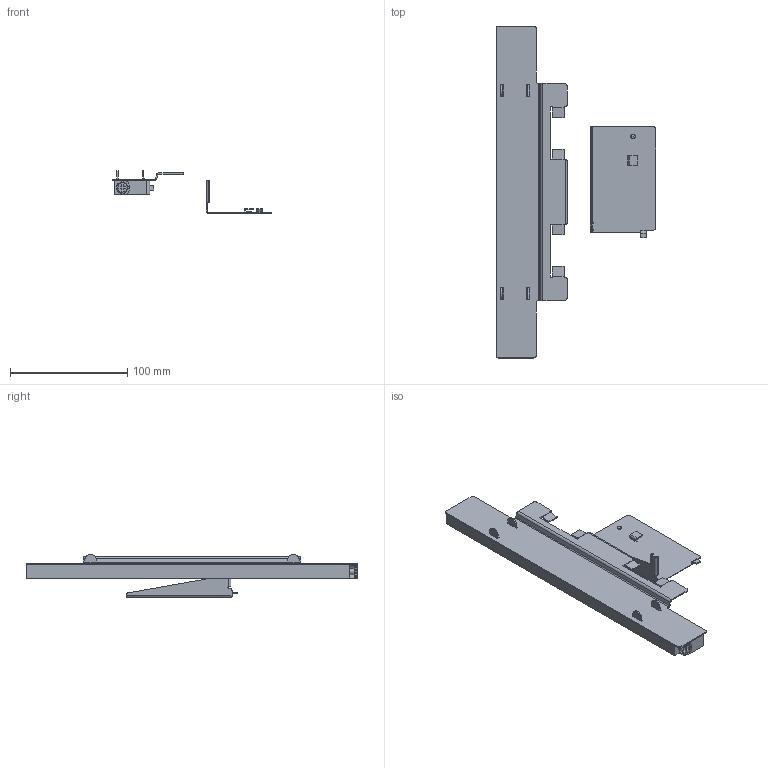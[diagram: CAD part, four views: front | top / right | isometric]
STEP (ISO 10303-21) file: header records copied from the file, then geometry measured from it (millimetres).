
FILE_DESCRIPTION(/* description */ (''),/* implementation_level */ '2;1');
FILE_NAME(/* name */ '3D_200-2551-04.sat.ipt.stp',/* time_stamp */ '2022-06-09T10:16:05+02:00',/* author */ (''),/* organization */ (''),/* preprocessor_version */ 'ST-DEVELOPER v18.1',/* originating_system */ 'Autodesk Inventor 2021',/* authorisation */ '');
FILE_SCHEMA (('CONFIG_CONTROL_DESIGN'));
Length unit declared in the file: millimetre
Products named in the file (1): 3D_200-2551-04.sat
Bounding box: 136 x 283 x 36.6 mm (x, y, z)
Volume: 114665 mm3; surface area: 50398.4 mm2
Topology: 2 solids, 2 shells, 274 faces, 680 edges, 421 vertices
Faces by surface type: plane 176, cylinder 93, bspline 2, torus 1, cone 1, sphere 1
Full cylindrical faces by diameter (mm): 4 x1, 5 x1
Entity records: 8525 total; most frequent: CARTESIAN_POINT 1577, DIRECTION 1405, ORIENTED_EDGE 1358, EDGE_CURVE 679, LINE 487, VECTOR 487, AXIS2_PLACEMENT_3D 459, VERTEX_POINT 421
